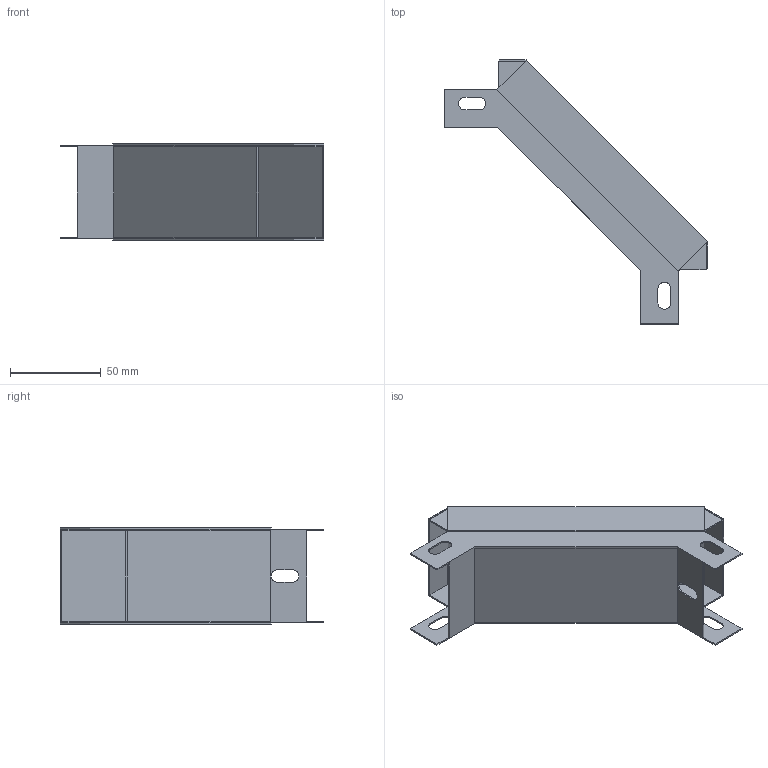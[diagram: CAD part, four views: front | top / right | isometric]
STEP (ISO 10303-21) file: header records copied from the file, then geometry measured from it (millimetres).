
FILE_DESCRIPTION (( 'STEP AP203' ), '1' );
FILE_NAME ('CLP1N-035-050-1 Ïîâîðîò íà 90 ãð. âåðòèêàëüíûé âíåøíèé 35õ50 ìì..STEP', '2016-03-03T07:10:14', ( '' ), ( '' ), 'SwSTEP 2.0', 'SolidWorks 2014', '' );
FILE_SCHEMA (( 'CONFIG_CONTROL_DESIGN' ));
Length unit declared in the file: millimetre
Products named in the file (1): CLP1N-035-050-1 Ïîâîðîò íà 90 ãð. âåðòèêàëüíûé âíåøíèé 35õ50 ìì.
Bounding box: 145.31 x 145.31 x 53.2 mm (x, y, z)
Volume: 28036 mm3; surface area: 71256.4 mm2
Topology: 2 solids, 2 shells, 79 faces, 215 edges, 138 vertices
Faces by surface type: plane 67, cylinder 12
Entity records: 2532 total; most frequent: CARTESIAN_POINT 446, ORIENTED_EDGE 426, DIRECTION 389, EDGE_CURVE 213, LINE 187, VECTOR 187, VERTEX_POINT 138, AXIS2_PLACEMENT_3D 101
